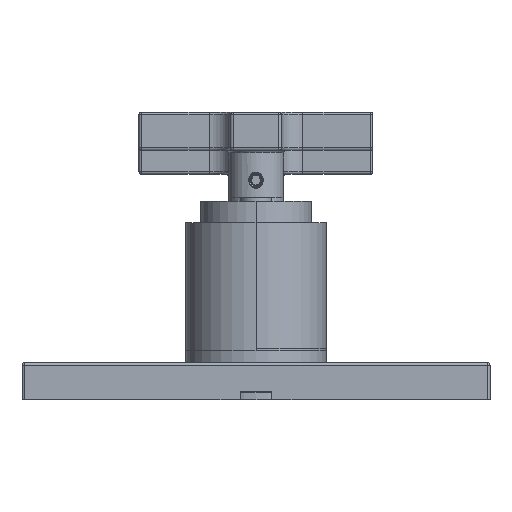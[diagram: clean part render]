
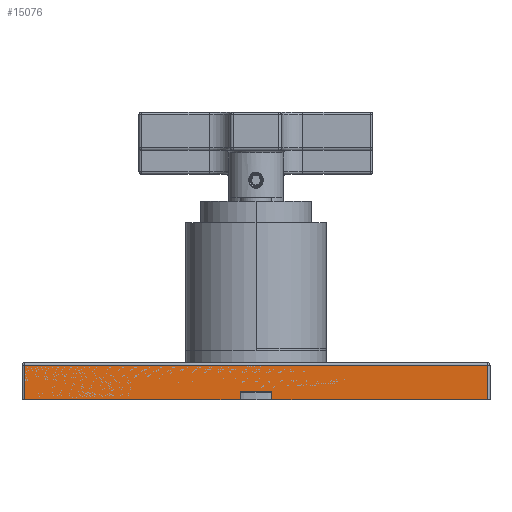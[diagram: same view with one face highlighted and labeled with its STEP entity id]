
A CAD part, front view. The second image highlights one B-rep face of the part: STEP entity #15076.
In plain terms, the highlighted planar face has unit normal (0, -1, 0).
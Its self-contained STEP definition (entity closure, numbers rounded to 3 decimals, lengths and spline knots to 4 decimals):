
#2141=DIRECTION('',(0.,0.,1.));
#2142=VECTOR('',#2141,0.1);
#2143=CARTESIAN_POINT('',(0.1875,-2.55,0.));
#2144=LINE('',#2143,#2142);
#2145=DIRECTION('',(0.,0.,-1.));
#2146=VECTOR('',#2145,0.1);
#2147=CARTESIAN_POINT('',(-0.1875,-2.55,0.1));
#2148=LINE('',#2147,#2146);
#2149=DIRECTION('',(-1.,0.,0.));
#2150=VECTOR('',#2149,2.5325);
#2151=CARTESIAN_POINT('',(-0.1875,-2.55,0.));
#2152=LINE('',#2151,#2150);
#2153=DIRECTION('',(-1.,0.,0.));
#2154=VECTOR('',#2153,2.5325);
#2155=CARTESIAN_POINT('',(2.72,-2.55,0.));
#2156=LINE('',#2155,#2154);
#2157=DIRECTION('',(1.,0.,0.));
#2158=VECTOR('',#2157,0.375);
#2159=CARTESIAN_POINT('',(-0.1875,-2.55,0.1));
#2160=LINE('',#2159,#2158);
#2181=DIRECTION('',(0.,0.,-1.));
#2182=VECTOR('',#2181,0.408);
#2183=CARTESIAN_POINT('',(-2.72,-2.55,0.408));
#2184=LINE('',#2183,#2182);
#3254=DIRECTION('',(0.,0.,1.));
#3255=VECTOR('',#3254,0.408);
#3256=CARTESIAN_POINT('',(2.72,-2.55,0.));
#3257=LINE('',#3256,#3255);
#3277=DIRECTION('',(-1.,0.,0.));
#3278=VECTOR('',#3277,5.44);
#3279=CARTESIAN_POINT('',(2.72,-2.55,0.408));
#3280=LINE('',#3279,#3278);
#10778=CARTESIAN_POINT('',(0.1875,-2.55,0.));
#10780=VERTEX_POINT('',#10778);
#10782=CARTESIAN_POINT('',(2.72,-2.55,0.));
#10783=VERTEX_POINT('',#10782);
#10796=CARTESIAN_POINT('',(-2.72,-2.55,0.));
#10797=VERTEX_POINT('',#10796);
#10798=CARTESIAN_POINT('',(-0.1875,-2.55,0.));
#10799=VERTEX_POINT('',#10798);
#10816=CARTESIAN_POINT('',(-0.1875,-2.55,0.1));
#10817=VERTEX_POINT('',#10816);
#10818=CARTESIAN_POINT('',(0.1875,-2.55,0.1));
#10819=VERTEX_POINT('',#10818);
#10820=CARTESIAN_POINT('',(-2.72,-2.55,0.408));
#10821=VERTEX_POINT('',#10820);
#10822=CARTESIAN_POINT('',(2.72,-2.55,0.408));
#10823=VERTEX_POINT('',#10822);
#15056=CARTESIAN_POINT('',(0.,-2.55,0.204));
#15057=DIRECTION('',(0.,1.,0.));
#15058=DIRECTION('',(1.,0.,0.));
#15059=AXIS2_PLACEMENT_3D('',#15056,#15057,#15058);
#15060=PLANE('',#15059);
#15061=ORIENTED_EDGE('',*,*,#14895,.T.);
#15063=ORIENTED_EDGE('',*,*,#15062,.F.);
#15065=ORIENTED_EDGE('',*,*,#15064,.T.);
#15066=ORIENTED_EDGE('',*,*,#14933,.T.);
#15068=ORIENTED_EDGE('',*,*,#15067,.F.);
#15070=ORIENTED_EDGE('',*,*,#15069,.F.);
#15072=ORIENTED_EDGE('',*,*,#15071,.F.);
#15073=ORIENTED_EDGE('',*,*,#14917,.T.);
#15074=EDGE_LOOP('',(#15061,#15063,#15065,#15066,#15068,#15070,#15072,#15073));
#15075=FACE_OUTER_BOUND('',#15074,.F.);
#15076=ADVANCED_FACE('',(#15075),#15060,.F.);
#14895=EDGE_CURVE('',#10780,#10819,#2144,.T.);
#14917=EDGE_CURVE('',#10783,#10780,#2156,.T.);
#14933=EDGE_CURVE('',#10799,#10797,#2152,.T.);
#15062=EDGE_CURVE('',#10817,#10819,#2160,.T.);
#15064=EDGE_CURVE('',#10817,#10799,#2148,.T.);
#15067=EDGE_CURVE('',#10821,#10797,#2184,.T.);
#15069=EDGE_CURVE('',#10823,#10821,#3280,.T.);
#15071=EDGE_CURVE('',#10783,#10823,#3257,.T.);
